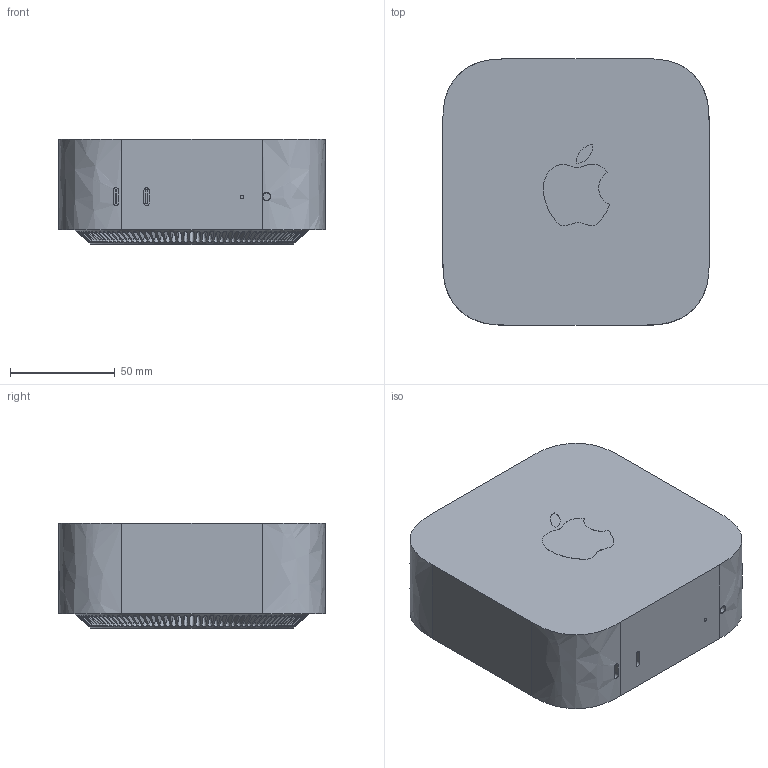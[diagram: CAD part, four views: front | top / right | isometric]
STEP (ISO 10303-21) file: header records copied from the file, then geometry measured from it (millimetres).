
FILE_DESCRIPTION(('HOOPS Exchange Step'),'2;1');
FILE_NAME('temp_export','2024-11-09T23:09:56+03:00',('mobile'),('Shapr3D Limited'),'HOOPS Exchange 2024.2','Shapr3D','Authorized');
FILE_SCHEMA( ('AP242_MANAGED_MODEL_BASED_3D_ENGINEERING_MIM_LF {1 0 10303 442 1 1 4 }') );
Length unit declared in the file: millimetre
Products named in the file (1): root
Bounding box: 127 x 127 x 50.1 mm (x, y, z)
Volume: 715898.4 mm3; surface area: 81219.9 mm2
Topology: 2 solids, 2 shells, 787 faces, 2212 edges, 1476 vertices
Faces by surface type: bspline 507, plane 256, cylinder 17, offset 2, sphere 2, torus 2, cone 1
Full cylindrical faces by diameter (mm): 0.4 x3, 1.42 x2, 1.6 x1, 2.4 x2, 3.55 x1, 3.95 x1, 10.1 x1, 10.5 x1
Entity records: 72648 total; most frequent: CARTESIAN_POINT 55112, ORIENTED_EDGE 4420, EDGE_CURVE 2210, DIRECTION 1783, VERTEX_POINT 1476, VECTOR 1125, LINE 1125, EDGE_LOOP 1052
